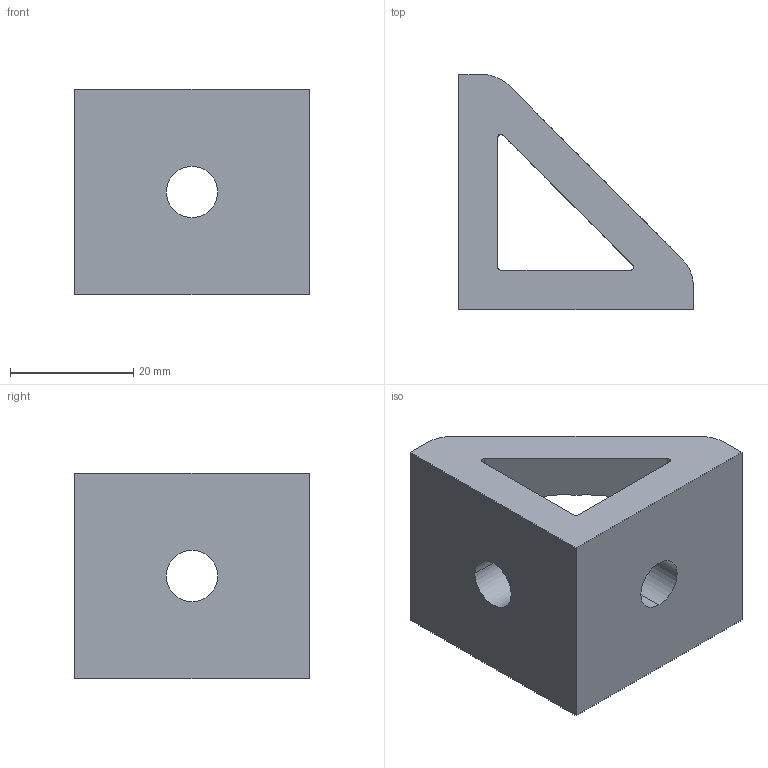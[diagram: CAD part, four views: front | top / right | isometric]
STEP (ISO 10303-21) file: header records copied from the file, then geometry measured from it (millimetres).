
FILE_DESCRIPTION (( 'STEP AP214' ), '1' );
FILE_NAME ('7CDB5C72-9C27-4753-A06F-BD35834E51DB.STEP', '2023-08-21T18:31:10', ( '' ), ( '' ), 'SwSTEP 2.0', 'SolidWorks 2022', '' );
FILE_SCHEMA (( 'AUTOMOTIVE_DESIGN' ));
Length unit declared in the file: inch
Products named in the file (1): 7CDB5C72-9C27-4753-A06F-BD35834E51DB
Bounding box: 38.1 x 38.1 x 33.32 mm (x, y, z)
Volume: 19204.5 mm3; surface area: 7973.4 mm2
Topology: 1 solids, 1 shells, 31 faces, 84 edges, 54 vertices
Faces by surface type: cylinder 20, plane 11
Entity records: 1094 total; most frequent: CARTESIAN_POINT 300, ORIENTED_EDGE 168, DIRECTION 146, EDGE_CURVE 84, VERTEX_POINT 54, AXIS2_PLACEMENT_3D 52, VECTOR 42, LINE 42
